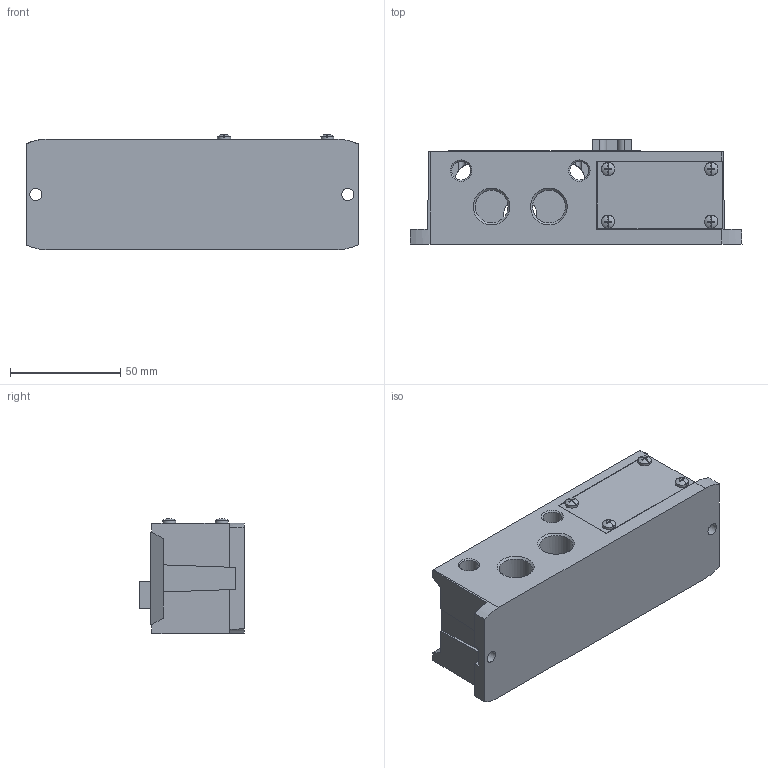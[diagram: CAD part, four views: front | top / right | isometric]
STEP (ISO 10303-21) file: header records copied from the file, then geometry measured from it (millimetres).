
FILE_DESCRIPTION(/* description */ ('STEP AP214'),/* implementation_level */ '2;1');
FILE_NAME(/* name */ '546099_VABS-S2-1S-G38-K1',/* time_stamp */ '2024-09-16T03:23:06+02:00',/* author */ ('License CC BY-ND 4.0'),/* organization */ ('CADENAS'),/* preprocessor_version */ 'ST-DEVELOPER v19.3',/* originating_system */ 'PARTsolutions',/* authorisation */ ' ');
FILE_SCHEMA (('AUTOMOTIVE_DESIGN {1 0 10303 214 3 1 1}'));
Length unit declared in the file: millimetre
Products named in the file (1): 546099 VABS-S2-1S-G38-K1
Bounding box: 150.6 x 47.5 x 52.19 mm (x, y, z)
Volume: 241973.3 mm3; surface area: 44019.5 mm2
Topology: 1 solids, 1 shells, 212 faces, 589 edges, 391 vertices
Faces by surface type: plane 138, cylinder 54, cone 12, sphere 8
Full cylindrical faces by diameter (mm): 4.134 x4, 5.2 x5, 5.5 x2, 6 x4, 8.566 x2, 14.95 x5, 18.376 x1
Entity records: 6628 total; most frequent: CARTESIAN_POINT 1200, DIRECTION 1148, ORIENTED_EDGE 1072, EDGE_CURVE 536, AXIS2_PLACEMENT_3D 409, VERTEX_POINT 373, LINE 330, VECTOR 330
